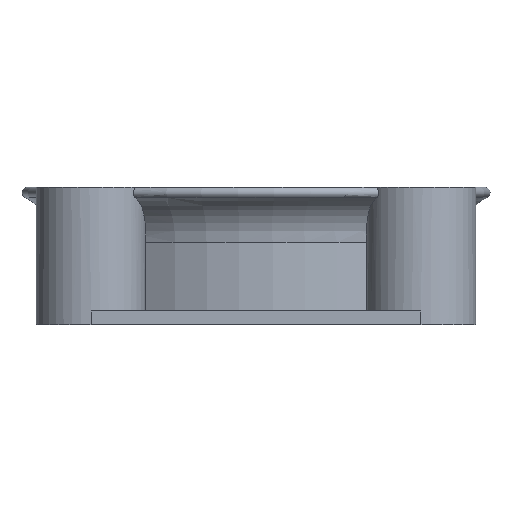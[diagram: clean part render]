
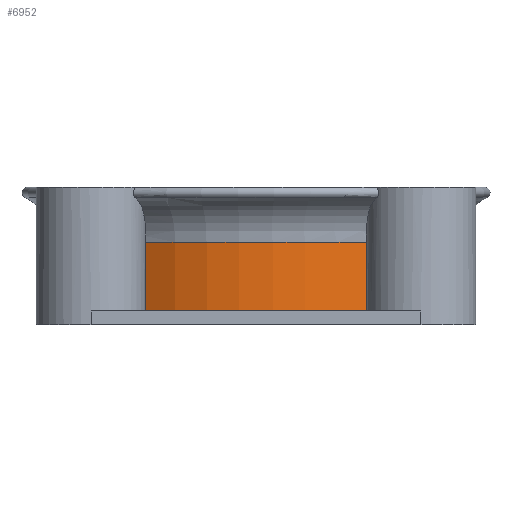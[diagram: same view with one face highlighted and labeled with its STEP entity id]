
A CAD part, left-side view. The second image highlights one B-rep face of the part: STEP entity #6952.
In plain terms, the highlighted cylindrical face has radius 14.8 mm (diameter 29.6 mm), a partial arc.
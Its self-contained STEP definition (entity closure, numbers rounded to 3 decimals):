
#1143 = CYLINDRICAL_SURFACE('',#1144,4.);
#1144 = AXIS2_PLACEMENT_3D('',#1145,#1146,#1147);
#1145 = CARTESIAN_POINT('',(-12.,-12.,0.));
#1146 = DIRECTION('',(-0.,-0.,-1.));
#1147 = DIRECTION('',(1.,0.,0.));
#3227 = CYLINDRICAL_SURFACE('',#3228,4.);
#3228 = AXIS2_PLACEMENT_3D('',#3229,#3230,#3231);
#3229 = CARTESIAN_POINT('',(-12.,12.,0.));
#3230 = DIRECTION('',(-0.,-0.,-1.));
#3231 = DIRECTION('',(1.,0.,0.));
#4003 = PLANE('',#4004);
#4004 = AXIS2_PLACEMENT_3D('',#4005,#4006,#4007);
#4005 = CARTESIAN_POINT('',(-12.,16.,1.));
#4006 = DIRECTION('',(0.,0.,1.));
#4007 = DIRECTION('',(1.,0.,0.));
#5463 = VERTEX_POINT('',#5464);
#5464 = CARTESIAN_POINT('',(-12.436,8.024,1.));
#5510 = VERTEX_POINT('',#5511);
#5511 = CARTESIAN_POINT('',(-12.436,-8.024,1.));
#5555 = EDGE_CURVE('',#5510,#5463,#5556,.T.);
#5556 = SURFACE_CURVE('',#5557,(#5562,#5573),.PCURVE_S1.);
#5557 = CIRCLE('',#5558,14.8);
#5558 = AXIS2_PLACEMENT_3D('',#5559,#5560,#5561);
#5559 = CARTESIAN_POINT('',(0.,0.,1.));
#5560 = DIRECTION('',(0.,0.,-1.));
#5561 = DIRECTION('',(1.,0.,0.));
#5562 = PCURVE('',#4003,#5563);
#5563 = DEFINITIONAL_REPRESENTATION('',(#5564),#5572);
#5564 = ( BOUNDED_CURVE() B_SPLINE_CURVE(2,(#5565,#5566,#5567,#5568,
#5569,#5570,#5571),.UNSPECIFIED.,.T.,.F.) B_SPLINE_CURVE_WITH_KNOTS((1,2
    ,2,2,2,1),(-2.094,0.,2.094,4.189,
6.283,8.378),.UNSPECIFIED.) CURVE() 
GEOMETRIC_REPRESENTATION_ITEM() RATIONAL_B_SPLINE_CURVE((1.,0.5,1.,0.5,
1.,0.5,1.)) REPRESENTATION_ITEM('') );
#5565 = CARTESIAN_POINT('',(26.8,-16.));
#5566 = CARTESIAN_POINT('',(26.8,-41.634));
#5567 = CARTESIAN_POINT('',(4.6,-28.817));
#5568 = CARTESIAN_POINT('',(-17.6,-16.));
#5569 = CARTESIAN_POINT('',(4.6,-3.183));
#5570 = CARTESIAN_POINT('',(26.8,9.634));
#5571 = CARTESIAN_POINT('',(26.8,-16.));
#5572 = ( GEOMETRIC_REPRESENTATION_CONTEXT(2) 
PARAMETRIC_REPRESENTATION_CONTEXT() REPRESENTATION_CONTEXT('2D SPACE',''
  ) );
#5573 = PCURVE('',#5574,#5579);
#5574 = CYLINDRICAL_SURFACE('',#5575,14.8);
#5575 = AXIS2_PLACEMENT_3D('',#5576,#5577,#5578);
#5576 = CARTESIAN_POINT('',(0.,0.,1.));
#5577 = DIRECTION('',(0.,0.,1.));
#5578 = DIRECTION('',(1.,0.,0.));
#5579 = DEFINITIONAL_REPRESENTATION('',(#5580),#5584);
#5580 = LINE('',#5581,#5582);
#5581 = CARTESIAN_POINT('',(-0.,0.));
#5582 = VECTOR('',#5583,1.);
#5583 = DIRECTION('',(-1.,0.));
#5584 = ( GEOMETRIC_REPRESENTATION_CONTEXT(2) 
PARAMETRIC_REPRESENTATION_CONTEXT() REPRESENTATION_CONTEXT('2D SPACE',''
  ) );
#6952 = ADVANCED_FACE('',(#6953),#5574,.T.);
#6953 = FACE_BOUND('',#6954,.F.);
#6954 = EDGE_LOOP('',(#6955,#6999,#7000,#7044));
#6955 = ORIENTED_EDGE('',*,*,#6956,.F.);
#6956 = EDGE_CURVE('',#5510,#6957,#6959,.T.);
#6957 = VERTEX_POINT('',#6958);
#6958 = CARTESIAN_POINT('',(-12.436,-8.024,6.));
#6959 = SURFACE_CURVE('',#6960,(#6964,#6970),.PCURVE_S1.);
#6960 = LINE('',#6961,#6962);
#6961 = CARTESIAN_POINT('',(-12.436,-8.024,1.));
#6962 = VECTOR('',#6963,1.);
#6963 = DIRECTION('',(0.,0.,1.));
#6964 = PCURVE('',#5574,#6965);
#6965 = DEFINITIONAL_REPRESENTATION('',(#6966),#6969);
#6966 = B_SPLINE_CURVE_WITH_KNOTS('',1,(#6967,#6968),.UNSPECIFIED.,.F.,
  .F.,(2,2),(0.,5.),.PIECEWISE_BEZIER_KNOTS.);
#6967 = CARTESIAN_POINT('',(-2.569,0.));
#6968 = CARTESIAN_POINT('',(-2.569,5.));
#6969 = ( GEOMETRIC_REPRESENTATION_CONTEXT(2) 
PARAMETRIC_REPRESENTATION_CONTEXT() REPRESENTATION_CONTEXT('2D SPACE',''
  ) );
#6970 = PCURVE('',#1143,#6971);
#6971 = DEFINITIONAL_REPRESENTATION('',(#6972),#6998);
#6972 = B_SPLINE_CURVE_WITH_KNOTS('',3,(#6973,#6974,#6975,#6976,#6977,
    #6978,#6979,#6980,#6981,#6982,#6983,#6984,#6985,#6986,#6987,#6988,
    #6989,#6990,#6991,#6992,#6993,#6994,#6995,#6996,#6997),
  .UNSPECIFIED.,.F.,.F.,(4,1,1,1,1,1,1,1,1,1,1,1,1,1,1,1,1,1,1,1,1,1,4),
  (0.,0.227,0.455,0.682,
    0.909,1.136,1.364,1.591,
    1.818,2.045,2.273,2.5,2.727,
    2.955,3.182,3.409,3.636,
    3.864,4.091,4.318,4.545,
    4.773,5.),.UNSPECIFIED.);
#6973 = CARTESIAN_POINT('',(-1.68,-1.));
#6974 = CARTESIAN_POINT('',(-1.68,-1.076));
#6975 = CARTESIAN_POINT('',(-1.68,-1.227));
#6976 = CARTESIAN_POINT('',(-1.68,-1.455));
#6977 = CARTESIAN_POINT('',(-1.68,-1.682));
#6978 = CARTESIAN_POINT('',(-1.68,-1.909));
#6979 = CARTESIAN_POINT('',(-1.68,-2.136));
#6980 = CARTESIAN_POINT('',(-1.68,-2.364));
#6981 = CARTESIAN_POINT('',(-1.68,-2.591));
#6982 = CARTESIAN_POINT('',(-1.68,-2.818));
#6983 = CARTESIAN_POINT('',(-1.68,-3.045));
#6984 = CARTESIAN_POINT('',(-1.68,-3.273));
#6985 = CARTESIAN_POINT('',(-1.68,-3.5));
#6986 = CARTESIAN_POINT('',(-1.68,-3.727));
#6987 = CARTESIAN_POINT('',(-1.68,-3.955));
#6988 = CARTESIAN_POINT('',(-1.68,-4.182));
#6989 = CARTESIAN_POINT('',(-1.68,-4.409));
#6990 = CARTESIAN_POINT('',(-1.68,-4.636));
#6991 = CARTESIAN_POINT('',(-1.68,-4.864));
#6992 = CARTESIAN_POINT('',(-1.68,-5.091));
#6993 = CARTESIAN_POINT('',(-1.68,-5.318));
#6994 = CARTESIAN_POINT('',(-1.68,-5.545));
#6995 = CARTESIAN_POINT('',(-1.68,-5.773));
#6996 = CARTESIAN_POINT('',(-1.68,-5.924));
#6997 = CARTESIAN_POINT('',(-1.68,-6.));
#6998 = ( GEOMETRIC_REPRESENTATION_CONTEXT(2) 
PARAMETRIC_REPRESENTATION_CONTEXT() REPRESENTATION_CONTEXT('2D SPACE',''
  ) );
#6999 = ORIENTED_EDGE('',*,*,#5555,.T.);
#7000 = ORIENTED_EDGE('',*,*,#7001,.T.);
#7001 = EDGE_CURVE('',#5463,#7002,#7004,.T.);
#7002 = VERTEX_POINT('',#7003);
#7003 = CARTESIAN_POINT('',(-12.436,8.024,6.));
#7004 = SURFACE_CURVE('',#7005,(#7009,#7015),.PCURVE_S1.);
#7005 = LINE('',#7006,#7007);
#7006 = CARTESIAN_POINT('',(-12.436,8.024,1.));
#7007 = VECTOR('',#7008,1.);
#7008 = DIRECTION('',(0.,0.,1.));
#7009 = PCURVE('',#5574,#7010);
#7010 = DEFINITIONAL_REPRESENTATION('',(#7011),#7014);
#7011 = B_SPLINE_CURVE_WITH_KNOTS('',1,(#7012,#7013),.UNSPECIFIED.,.F.,
  .F.,(2,2),(0.,5.),.PIECEWISE_BEZIER_KNOTS.);
#7012 = CARTESIAN_POINT('',(-3.715,0.));
#7013 = CARTESIAN_POINT('',(-3.715,5.));
#7014 = ( GEOMETRIC_REPRESENTATION_CONTEXT(2) 
PARAMETRIC_REPRESENTATION_CONTEXT() REPRESENTATION_CONTEXT('2D SPACE',''
  ) );
#7015 = PCURVE('',#3227,#7016);
#7016 = DEFINITIONAL_REPRESENTATION('',(#7017),#7043);
#7017 = B_SPLINE_CURVE_WITH_KNOTS('',3,(#7018,#7019,#7020,#7021,#7022,
    #7023,#7024,#7025,#7026,#7027,#7028,#7029,#7030,#7031,#7032,#7033,
    #7034,#7035,#7036,#7037,#7038,#7039,#7040,#7041,#7042),
  .UNSPECIFIED.,.F.,.F.,(4,1,1,1,1,1,1,1,1,1,1,1,1,1,1,1,1,1,1,1,1,1,4),
  (0.,0.227,0.455,0.682,
    0.909,1.136,1.364,1.591,
    1.818,2.045,2.273,2.5,2.727,
    2.955,3.182,3.409,3.636,
    3.864,4.091,4.318,4.545,
    4.773,5.),.QUASI_UNIFORM_KNOTS.);
#7018 = CARTESIAN_POINT('',(-4.603,-1.));
#7019 = CARTESIAN_POINT('',(-4.603,-1.076));
#7020 = CARTESIAN_POINT('',(-4.603,-1.227));
#7021 = CARTESIAN_POINT('',(-4.603,-1.455));
#7022 = CARTESIAN_POINT('',(-4.603,-1.682));
#7023 = CARTESIAN_POINT('',(-4.603,-1.909));
#7024 = CARTESIAN_POINT('',(-4.603,-2.136));
#7025 = CARTESIAN_POINT('',(-4.603,-2.364));
#7026 = CARTESIAN_POINT('',(-4.603,-2.591));
#7027 = CARTESIAN_POINT('',(-4.603,-2.818));
#7028 = CARTESIAN_POINT('',(-4.603,-3.045));
#7029 = CARTESIAN_POINT('',(-4.603,-3.273));
#7030 = CARTESIAN_POINT('',(-4.603,-3.5));
#7031 = CARTESIAN_POINT('',(-4.603,-3.727));
#7032 = CARTESIAN_POINT('',(-4.603,-3.955));
#7033 = CARTESIAN_POINT('',(-4.603,-4.182));
#7034 = CARTESIAN_POINT('',(-4.603,-4.409));
#7035 = CARTESIAN_POINT('',(-4.603,-4.636));
#7036 = CARTESIAN_POINT('',(-4.603,-4.864));
#7037 = CARTESIAN_POINT('',(-4.603,-5.091));
#7038 = CARTESIAN_POINT('',(-4.603,-5.318));
#7039 = CARTESIAN_POINT('',(-4.603,-5.545));
#7040 = CARTESIAN_POINT('',(-4.603,-5.773));
#7041 = CARTESIAN_POINT('',(-4.603,-5.924));
#7042 = CARTESIAN_POINT('',(-4.603,-6.));
#7043 = ( GEOMETRIC_REPRESENTATION_CONTEXT(2) 
PARAMETRIC_REPRESENTATION_CONTEXT() REPRESENTATION_CONTEXT('2D SPACE',''
  ) );
#7044 = ORIENTED_EDGE('',*,*,#7045,.F.);
#7045 = EDGE_CURVE('',#6957,#7002,#7046,.T.);
#7046 = SURFACE_CURVE('',#7047,(#7052,#7059),.PCURVE_S1.);
#7047 = CIRCLE('',#7048,14.8);
#7048 = AXIS2_PLACEMENT_3D('',#7049,#7050,#7051);
#7049 = CARTESIAN_POINT('',(0.,0.,6.));
#7050 = DIRECTION('',(0.,0.,-1.));
#7051 = DIRECTION('',(1.,0.,0.));
#7052 = PCURVE('',#5574,#7053);
#7053 = DEFINITIONAL_REPRESENTATION('',(#7054),#7058);
#7054 = LINE('',#7055,#7056);
#7055 = CARTESIAN_POINT('',(-0.,5.));
#7056 = VECTOR('',#7057,1.);
#7057 = DIRECTION('',(-1.,0.));
#7058 = ( GEOMETRIC_REPRESENTATION_CONTEXT(2) 
PARAMETRIC_REPRESENTATION_CONTEXT() REPRESENTATION_CONTEXT('2D SPACE',''
  ) );
#7059 = PCURVE('',#7060,#7065);
#7060 = TOROIDAL_SURFACE('',#7061,18.388,3.588);
#7061 = AXIS2_PLACEMENT_3D('',#7062,#7063,#7064);
#7062 = CARTESIAN_POINT('',(0.,0.,6.));
#7063 = DIRECTION('',(0.,0.,1.));
#7064 = DIRECTION('',(1.,0.,0.));
#7065 = DEFINITIONAL_REPRESENTATION('',(#7066),#7070);
#7066 = LINE('',#7067,#7068);
#7067 = CARTESIAN_POINT('',(-0.,3.142));
#7068 = VECTOR('',#7069,1.);
#7069 = DIRECTION('',(-1.,0.));
#7070 = ( GEOMETRIC_REPRESENTATION_CONTEXT(2) 
PARAMETRIC_REPRESENTATION_CONTEXT() REPRESENTATION_CONTEXT('2D SPACE',''
  ) );
